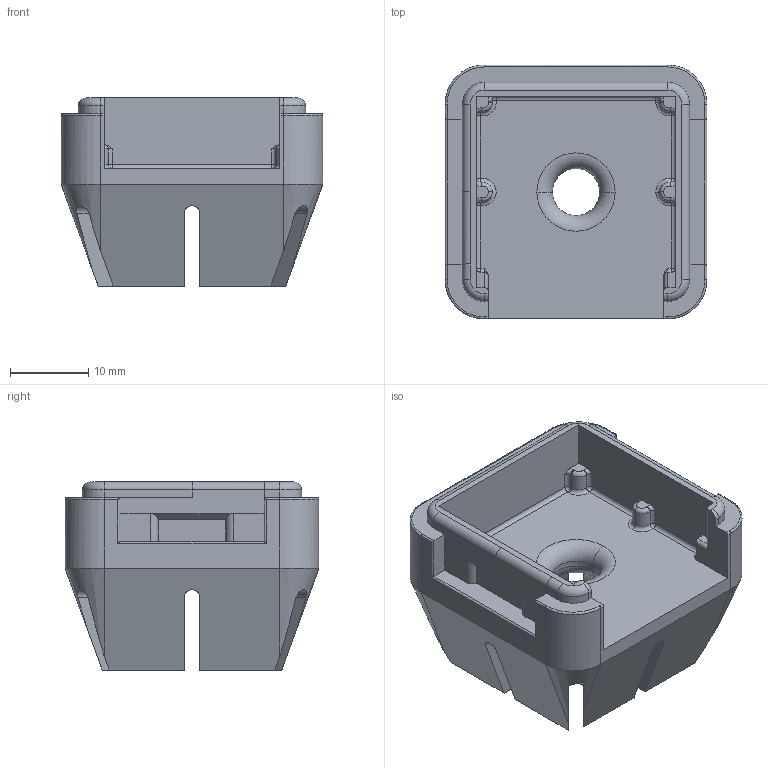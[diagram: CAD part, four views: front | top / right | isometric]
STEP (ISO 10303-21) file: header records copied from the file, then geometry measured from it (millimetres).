
FILE_DESCRIPTION (( 'STEP AP203' ), '1' );
FILE_NAME ('raspiCamBack.STEP', '2018-12-03T00:02:04', ( '' ), ( '' ), 'SwSTEP 2.0', 'SolidWorks 2017', '' );
FILE_SCHEMA (( 'CONFIG_CONTROL_DESIGN' ));
Length unit declared in the file: millimetre
Products named in the file (1): raspiCamBack
Bounding box: 33.4 x 32.4 x 24 mm (x, y, z)
Volume: 11477.5 mm3; surface area: 6431.8 mm2
Topology: 1 solids, 1 shells, 226 faces, 607 edges, 372 vertices
Faces by surface type: plane 75, cylinder 67, torus 48, bspline 19, sphere 13, cone 4
Entity records: 7860 total; most frequent: CARTESIAN_POINT 2488, ORIENTED_EDGE 1178, DIRECTION 1041, EDGE_CURVE 589, AXIS2_PLACEMENT_3D 399, VERTEX_POINT 364, VECTOR 243, LINE 243
